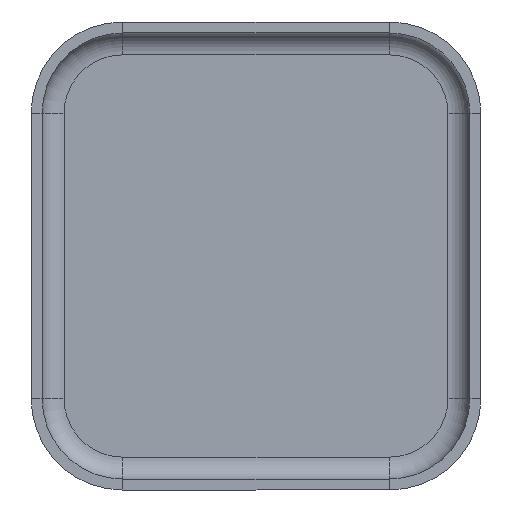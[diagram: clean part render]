
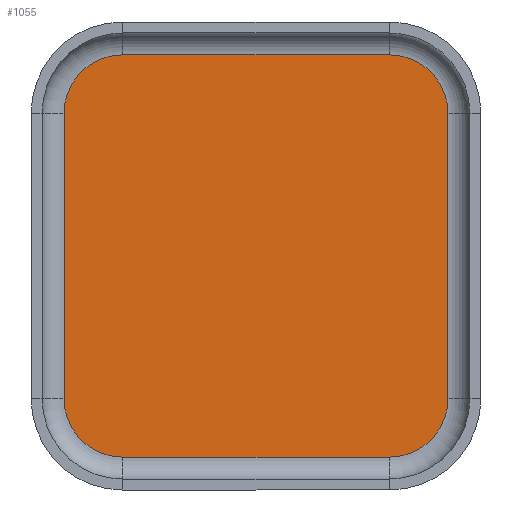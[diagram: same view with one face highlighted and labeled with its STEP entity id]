
A CAD part, front view. The second image highlights one B-rep face of the part: STEP entity #1055.
In plain terms, the highlighted planar face has unit normal (0, -1, 0).
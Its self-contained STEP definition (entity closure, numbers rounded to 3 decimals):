
#9 = DIRECTION ( 'NONE',  ( 0., 0., -1. ) ) ;
#23 = CIRCLE ( 'NONE', #645, 1.6 ) ;
#29 = AXIS2_PLACEMENT_3D ( 'NONE', #992, #990, #454 ) ;
#36 = DIRECTION ( 'NONE',  ( 0., 0., -1. ) ) ;
#37 = LINE ( 'NONE', #1176, #621 ) ;
#41 = ORIENTED_EDGE ( 'NONE', *, *, #590, .T. ) ;
#44 = EDGE_CURVE ( 'NONE', #447, #361, #23, .T. ) ;
#49 = CARTESIAN_POINT ( 'NONE',  ( 5.25, -0.3, 3.9 ) ) ;
#68 = CARTESIAN_POINT ( 'NONE',  ( 3.65, -0.3, 5.5 ) ) ;
#69 = ORIENTED_EDGE ( 'NONE', *, *, #1163, .T. ) ;
#98 = DIRECTION ( 'NONE',  ( 1., 0., 0. ) ) ;
#113 = EDGE_CURVE ( 'NONE', #585, #641, #471, .T. ) ;
#122 = FACE_OUTER_BOUND ( 'NONE', #461, .T. ) ;
#142 = CARTESIAN_POINT ( 'NONE',  ( 3.65, -0.3, 3.9 ) ) ;
#159 = CARTESIAN_POINT ( 'NONE',  ( 5.25, -0.3, -3.9 ) ) ;
#218 = CARTESIAN_POINT ( 'NONE',  ( -5.25, -0.3, -3.9 ) ) ;
#224 = DIRECTION ( 'NONE',  ( -1., 0., 0. ) ) ;
#235 = CARTESIAN_POINT ( 'NONE',  ( 3.65, -0.3, 5.5 ) ) ;
#274 = DIRECTION ( 'NONE',  ( 0., 0., -1. ) ) ;
#312 = CARTESIAN_POINT ( 'NONE',  ( -5.25, -0.3, 3.9 ) ) ;
#345 = ORIENTED_EDGE ( 'NONE', *, *, #560, .T. ) ;
#359 = VERTEX_POINT ( 'NONE', #68 ) ;
#361 = VERTEX_POINT ( 'NONE', #159 ) ;
#365 = CARTESIAN_POINT ( 'NONE',  ( -3.65, -0.3, -3.9 ) ) ;
#374 = ORIENTED_EDGE ( 'NONE', *, *, #44, .T. ) ;
#378 = CARTESIAN_POINT ( 'NONE',  ( 5.25, -0.3, -3.9 ) ) ;
#401 = DIRECTION ( 'NONE',  ( 0., 0., -1. ) ) ;
#416 = VECTOR ( 'NONE', #401, 1000. ) ;
#421 = ORIENTED_EDGE ( 'NONE', *, *, #113, .T. ) ;
#429 = VECTOR ( 'NONE', #224, 1000. ) ;
#447 = VERTEX_POINT ( 'NONE', #540 ) ;
#452 = VERTEX_POINT ( 'NONE', #457 ) ;
#454 = DIRECTION ( 'NONE',  ( 0., 0., -1. ) ) ;
#457 = CARTESIAN_POINT ( 'NONE',  ( -3.65, -0.3, 5.5 ) ) ;
#461 = EDGE_LOOP ( 'NONE', ( #69, #815, #927, #41, #421, #738, #345, #374 ) ) ;
#471 = LINE ( 'NONE', #312, #416 ) ;
#489 = DIRECTION ( 'NONE',  ( 0., -1., 0. ) ) ;
#500 = CIRCLE ( 'NONE', #610, 1.6 ) ;
#540 = CARTESIAN_POINT ( 'NONE',  ( 3.65, -0.3, -5.5 ) ) ;
#560 = EDGE_CURVE ( 'NONE', #681, #447, #37, .T. ) ;
#580 = CIRCLE ( 'NONE', #649, 1.6 ) ;
#585 = VERTEX_POINT ( 'NONE', #1012 ) ;
#590 = EDGE_CURVE ( 'NONE', #452, #585, #500, .T. ) ;
#607 = LINE ( 'NONE', #235, #429 ) ;
#610 = AXIS2_PLACEMENT_3D ( 'NONE', #1016, #740, #9 ) ;
#621 = VECTOR ( 'NONE', #98, 1000. ) ;
#626 = AXIS2_PLACEMENT_3D ( 'NONE', #142, #674, #36 ) ;
#629 = DIRECTION ( 'NONE',  ( 0., -1., 0. ) ) ;
#641 = VERTEX_POINT ( 'NONE', #218 ) ;
#645 = AXIS2_PLACEMENT_3D ( 'NONE', #752, #489, #659 ) ;
#649 = AXIS2_PLACEMENT_3D ( 'NONE', #365, #629, #274 ) ;
#659 = DIRECTION ( 'NONE',  ( 0., 0., -1. ) ) ;
#674 = DIRECTION ( 'NONE',  ( 0., -1., 0. ) ) ;
#681 = VERTEX_POINT ( 'NONE', #859 ) ;
#729 = LINE ( 'NONE', #378, #1044 ) ;
#738 = ORIENTED_EDGE ( 'NONE', *, *, #1047, .T. ) ;
#740 = DIRECTION ( 'NONE',  ( 0., -1., 0. ) ) ;
#752 = CARTESIAN_POINT ( 'NONE',  ( 3.65, -0.3, -3.9 ) ) ;
#767 = VERTEX_POINT ( 'NONE', #49 ) ;
#815 = ORIENTED_EDGE ( 'NONE', *, *, #833, .T. ) ;
#831 = EDGE_CURVE ( 'NONE', #359, #452, #607, .T. ) ;
#833 = EDGE_CURVE ( 'NONE', #767, #359, #1152, .T. ) ;
#859 = CARTESIAN_POINT ( 'NONE',  ( -3.65, -0.3, -5.5 ) ) ;
#927 = ORIENTED_EDGE ( 'NONE', *, *, #831, .T. ) ;
#933 = DIRECTION ( 'NONE',  ( 0., 0., 1. ) ) ;
#974 = PLANE ( 'NONE',  #29 ) ;
#990 = DIRECTION ( 'NONE',  ( 0., -1., 0. ) ) ;
#992 = CARTESIAN_POINT ( 'NONE',  ( 3.65, -0.3, 3.9 ) ) ;
#1012 = CARTESIAN_POINT ( 'NONE',  ( -5.25, -0.3, 3.9 ) ) ;
#1016 = CARTESIAN_POINT ( 'NONE',  ( -3.65, -0.3, 3.9 ) ) ;
#1044 = VECTOR ( 'NONE', #933, 1000. ) ;
#1047 = EDGE_CURVE ( 'NONE', #641, #681, #580, .T. ) ;
#1055 = ADVANCED_FACE ( 'NONE', ( #122 ), #974, .T. ) ;
#1152 = CIRCLE ( 'NONE', #626, 1.6 ) ;
#1163 = EDGE_CURVE ( 'NONE', #361, #767, #729, .T. ) ;
#1176 = CARTESIAN_POINT ( 'NONE',  ( -3.65, -0.3, -5.5 ) ) ;
